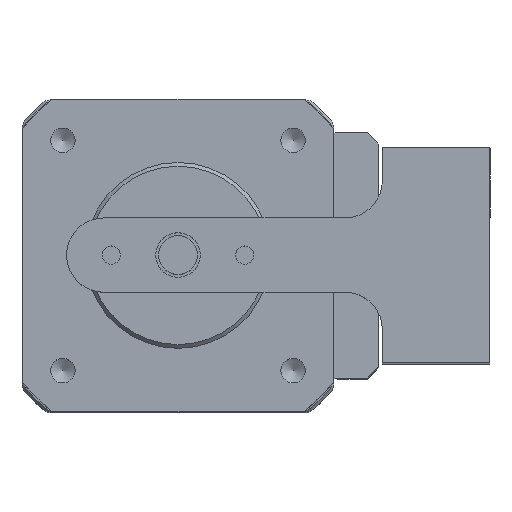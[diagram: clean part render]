
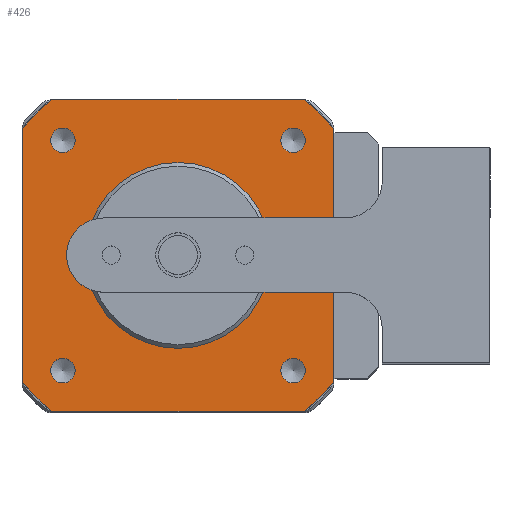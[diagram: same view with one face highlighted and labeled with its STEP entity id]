
A CAD part, top view. The second image highlights one B-rep face of the part: STEP entity #426.
In plain terms, the highlighted planar face has unit normal (0, 0, 1).
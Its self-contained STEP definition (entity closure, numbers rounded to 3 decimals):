
#426 = ADVANCED_FACE( '', ( #1010, #1011, #1012, #1013, #1014, #1015 ), #1016, .T. );
#1010 = FACE_BOUND( '', #1767, .T. );
#1011 = FACE_BOUND( '', #1768, .T. );
#1012 = FACE_BOUND( '', #1769, .T. );
#1013 = FACE_BOUND( '', #1770, .T. );
#1014 = FACE_BOUND( '', #1771, .T. );
#1015 = FACE_OUTER_BOUND( '', #1772, .T. );
#1016 = PLANE( '', #1773 );
#1767 = EDGE_LOOP( '', ( #2855 ) );
#1768 = EDGE_LOOP( '', ( #2856 ) );
#1769 = EDGE_LOOP( '', ( #2857 ) );
#1770 = EDGE_LOOP( '', ( #2858 ) );
#1771 = EDGE_LOOP( '', ( #2859 ) );
#1772 = EDGE_LOOP( '', ( #2860, #2861, #2862, #2863, #2864, #2865, #2866, #2867 ) );
#1773 = AXIS2_PLACEMENT_3D( '', #2868, #2869, #2870 );
#2855 = ORIENTED_EDGE( '', *, *, #4583, .T. );
#2856 = ORIENTED_EDGE( '', *, *, #4584, .T. );
#2857 = ORIENTED_EDGE( '', *, *, #4388, .T. );
#2858 = ORIENTED_EDGE( '', *, *, #4585, .T. );
#2859 = ORIENTED_EDGE( '', *, *, #4405, .F. );
#2860 = ORIENTED_EDGE( '', *, *, #4586, .T. );
#2861 = ORIENTED_EDGE( '', *, *, #4418, .T. );
#2862 = ORIENTED_EDGE( '', *, *, #4343, .T. );
#2863 = ORIENTED_EDGE( '', *, *, #4447, .T. );
#2864 = ORIENTED_EDGE( '', *, *, #4581, .T. );
#2865 = ORIENTED_EDGE( '', *, *, #4587, .T. );
#2866 = ORIENTED_EDGE( '', *, *, #4588, .T. );
#2867 = ORIENTED_EDGE( '', *, *, #4589, .T. );
#2868 = CARTESIAN_POINT( '', ( 0., 0., 40.5 ) );
#2869 = DIRECTION( '', ( 0., 0., 1. ) );
#2870 = DIRECTION( '', ( 1., 0., 0. ) );
#4343 = EDGE_CURVE( '', #5170, #5168, #5171, .T. );
#4388 = EDGE_CURVE( '', #5242, #5242, #5243, .T. );
#4405 = EDGE_CURVE( '', #5270, #5270, #5271, .T. );
#4418 = EDGE_CURVE( '', #5291, #5170, #5292, .T. );
#4447 = EDGE_CURVE( '', #5168, #5337, #5339, .T. );
#4581 = EDGE_CURVE( '', #5337, #5556, #5558, .T. );
#4583 = EDGE_CURVE( '', #5560, #5560, #5561, .T. );
#4584 = EDGE_CURVE( '', #5562, #5562, #5563, .T. );
#4585 = EDGE_CURVE( '', #5564, #5564, #5565, .T. );
#4586 = EDGE_CURVE( '', #5566, #5291, #5567, .T. );
#4587 = EDGE_CURVE( '', #5556, #5568, #5569, .T. );
#4588 = EDGE_CURVE( '', #5568, #5570, #5571, .T. );
#4589 = EDGE_CURVE( '', #5570, #5566, #5572, .T. );
#5168 = VERTEX_POINT( '', #6293 );
#5170 = VERTEX_POINT( '', #6296 );
#5171 = CIRCLE( '', #6297, 27. );
#5242 = VERTEX_POINT( '', #6383 );
#5243 = CIRCLE( '', #6384, 1.65 );
#5270 = VERTEX_POINT( '', #6421 );
#5271 = CIRCLE( '', #6422, 12.5 );
#5291 = VERTEX_POINT( '', #6448 );
#5292 = LINE( '', #6449, #6450 );
#5337 = VERTEX_POINT( '', #6510 );
#5339 = LINE( '', #6513, #6514 );
#5556 = VERTEX_POINT( '', #6800 );
#5558 = CIRCLE( '', #6803, 27. );
#5560 = VERTEX_POINT( '', #6805 );
#5561 = CIRCLE( '', #6806, 1.65 );
#5562 = VERTEX_POINT( '', #6807 );
#5563 = CIRCLE( '', #6808, 1.65 );
#5564 = VERTEX_POINT( '', #6809 );
#5565 = CIRCLE( '', #6810, 1.65 );
#5566 = VERTEX_POINT( '', #6811 );
#5567 = CIRCLE( '', #6812, 27. );
#5568 = VERTEX_POINT( '', #6813 );
#5569 = LINE( '', #6814, #6815 );
#5570 = VERTEX_POINT( '', #6816 );
#5571 = CIRCLE( '', #6817, 27. );
#5572 = LINE( '', #6818, #6819 );
#6293 = CARTESIAN_POINT( '', ( 16.971, 21., 40.5 ) );
#6296 = CARTESIAN_POINT( '', ( 21., 16.971, 40.5 ) );
#6297 = AXIS2_PLACEMENT_3D( '', #7668, #7669, #7670 );
#6383 = CARTESIAN_POINT( '', ( 17.15, 15.5, 40.5 ) );
#6384 = AXIS2_PLACEMENT_3D( '', #7743, #7744, #7745 );
#6421 = CARTESIAN_POINT( '', ( 12.5, 0., 40.5 ) );
#6422 = AXIS2_PLACEMENT_3D( '', #7762, #7763, #7764 );
#6448 = CARTESIAN_POINT( '', ( 21., -16.971, 40.5 ) );
#6449 = CARTESIAN_POINT( '', ( 21., -16.971, 40.5 ) );
#6450 = VECTOR( '', #7777, 1000. );
#6510 = CARTESIAN_POINT( '', ( -16.971, 21., 40.5 ) );
#6513 = CARTESIAN_POINT( '', ( 16.971, 21., 40.5 ) );
#6514 = VECTOR( '', #7809, 1000. );
#6800 = CARTESIAN_POINT( '', ( -21., 16.971, 40.5 ) );
#6803 = AXIS2_PLACEMENT_3D( '', #7991, #7992, #7993 );
#6805 = CARTESIAN_POINT( '', ( -17.15, -15.5, 40.5 ) );
#6806 = AXIS2_PLACEMENT_3D( '', #7994, #7995, #7996 );
#6807 = CARTESIAN_POINT( '', ( -15.5, 17.15, 40.5 ) );
#6808 = AXIS2_PLACEMENT_3D( '', #7997, #7998, #7999 );
#6809 = CARTESIAN_POINT( '', ( 15.5, -17.15, 40.5 ) );
#6810 = AXIS2_PLACEMENT_3D( '', #8000, #8001, #8002 );
#6811 = CARTESIAN_POINT( '', ( 16.971, -21., 40.5 ) );
#6812 = AXIS2_PLACEMENT_3D( '', #8003, #8004, #8005 );
#6813 = CARTESIAN_POINT( '', ( -21., -16.971, 40.5 ) );
#6814 = CARTESIAN_POINT( '', ( -21., 16.971, 40.5 ) );
#6815 = VECTOR( '', #8006, 1000. );
#6816 = CARTESIAN_POINT( '', ( -16.971, -21., 40.5 ) );
#6817 = AXIS2_PLACEMENT_3D( '', #8007, #8008, #8009 );
#6818 = CARTESIAN_POINT( '', ( -16.971, -21., 40.5 ) );
#6819 = VECTOR( '', #8010, 1000. );
#7668 = CARTESIAN_POINT( '', ( 0., 0., 40.5 ) );
#7669 = DIRECTION( '', ( 0., 0., 1. ) );
#7670 = DIRECTION( '', ( 0., -1., 0. ) );
#7743 = CARTESIAN_POINT( '', ( 15.5, 15.5, 40.5 ) );
#7744 = DIRECTION( '', ( 0., 0., -1. ) );
#7745 = DIRECTION( '', ( 1., 0., 0. ) );
#7762 = CARTESIAN_POINT( '', ( 0., 0., 40.5 ) );
#7763 = DIRECTION( '', ( 0., 0., 1. ) );
#7764 = DIRECTION( '', ( 1., 0., 0. ) );
#7777 = DIRECTION( '', ( 0., 1., 0. ) );
#7809 = DIRECTION( '', ( -1., 0., 0. ) );
#7991 = CARTESIAN_POINT( '', ( 0., 0., 40.5 ) );
#7992 = DIRECTION( '', ( 0., 0., 1. ) );
#7993 = DIRECTION( '', ( 0., -1., 0. ) );
#7994 = CARTESIAN_POINT( '', ( -15.5, -15.5, 40.5 ) );
#7995 = DIRECTION( '', ( 0., 0., -1. ) );
#7996 = DIRECTION( '', ( -1., 0., 0. ) );
#7997 = CARTESIAN_POINT( '', ( -15.5, 15.5, 40.5 ) );
#7998 = DIRECTION( '', ( 0., 0., -1. ) );
#7999 = DIRECTION( '', ( 0., 1., 0. ) );
#8000 = CARTESIAN_POINT( '', ( 15.5, -15.5, 40.5 ) );
#8001 = DIRECTION( '', ( 0., 0., -1. ) );
#8002 = DIRECTION( '', ( 0., -1., 0. ) );
#8003 = CARTESIAN_POINT( '', ( 0., 0., 40.5 ) );
#8004 = DIRECTION( '', ( 0., 0., 1. ) );
#8005 = DIRECTION( '', ( 0., -1., 0. ) );
#8006 = DIRECTION( '', ( 0., -1., 0. ) );
#8007 = CARTESIAN_POINT( '', ( 0., 0., 40.5 ) );
#8008 = DIRECTION( '', ( 0., 0., 1. ) );
#8009 = DIRECTION( '', ( 0., -1., 0. ) );
#8010 = DIRECTION( '', ( 1., 0., 0. ) );
